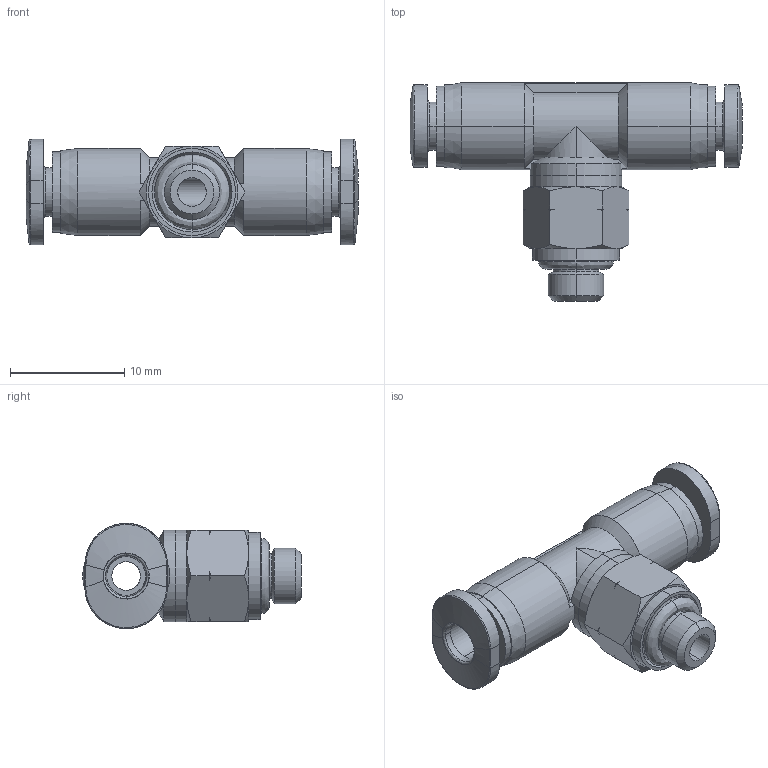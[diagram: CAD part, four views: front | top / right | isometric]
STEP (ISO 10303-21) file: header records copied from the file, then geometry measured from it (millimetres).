
FILE_DESCRIPTION (( 'STEP AP203' ), '1' );
FILE_NAME ('MBT18-10N.step', '2016-02-15T20:00:35', ( '' ), ( '' ), 'SwSTEP 2.0', 'SolidWorks 2015', '' );
FILE_SCHEMA (( 'CONFIG_CONTROL_DESIGN' ));
Length unit declared in the file: inch
Products named in the file (1): MBT18-10N
Bounding box: 29 x 19.1 x 9.2 mm (x, y, z)
Volume: 1366.1 mm3; surface area: 1686.8 mm2
Topology: 2 solids, 2 shells, 161 faces, 382 edges, 235 vertices
Faces by surface type: cone 51, cylinder 46, bspline 32, plane 32
Entity records: 7107 total; most frequent: CARTESIAN_POINT 3549, ORIENTED_EDGE 764, DIRECTION 659, EDGE_CURVE 382, AXIS2_PLACEMENT_3D 270, VERTEX_POINT 235, EDGE_LOOP 177, FACE_OUTER_BOUND 161
